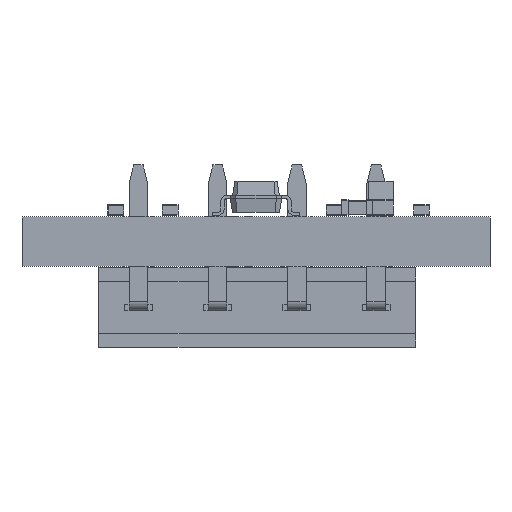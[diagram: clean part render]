
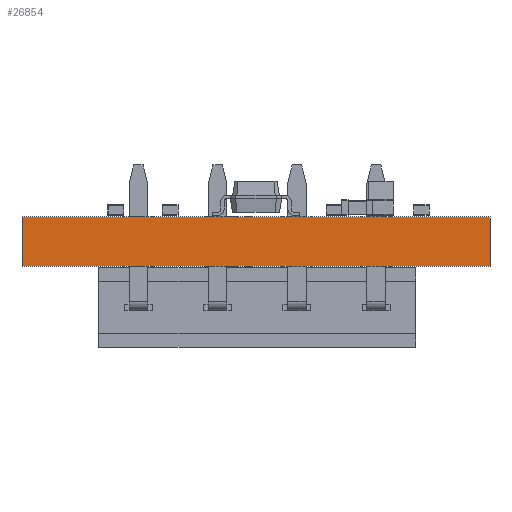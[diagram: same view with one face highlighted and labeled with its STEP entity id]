
A CAD part, front view. The second image highlights one B-rep face of the part: STEP entity #26854.
In plain terms, the highlighted planar face has unit normal (0, -1, 0).
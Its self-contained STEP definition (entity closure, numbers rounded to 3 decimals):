
#26854 = ADVANCED_FACE('',(#26855),#26869,.T.);
#26855 = FACE_BOUND('',#26856,.T.);
#26856 = EDGE_LOOP('',(#26857,#26892,#26920,#26948));
#26857 = ORIENTED_EDGE('',*,*,#26858,.T.);
#26858 = EDGE_CURVE('',#26859,#26861,#26863,.T.);
#26859 = VERTEX_POINT('',#26860);
#26860 = CARTESIAN_POINT('',(33.5,-35.,0.));
#26861 = VERTEX_POINT('',#26862);
#26862 = CARTESIAN_POINT('',(33.5,-35.,1.58));
#26863 = SURFACE_CURVE('',#26864,(#26868,#26880),.PCURVE_S1.);
#26864 = LINE('',#26865,#26866);
#26865 = CARTESIAN_POINT('',(33.5,-35.,0.));
#26866 = VECTOR('',#26867,1.);
#26867 = DIRECTION('',(0.,0.,1.));
#26868 = PCURVE('',#26869,#26874);
#26869 = PLANE('',#26870);
#26870 = AXIS2_PLACEMENT_3D('',#26871,#26872,#26873);
#26871 = CARTESIAN_POINT('',(33.5,-35.,0.));
#26872 = DIRECTION('',(0.,-1.,0.));
#26873 = DIRECTION('',(-1.,0.,0.));
#26874 = DEFINITIONAL_REPRESENTATION('',(#26875),#26879);
#26875 = LINE('',#26876,#26877);
#26876 = CARTESIAN_POINT('',(0.,-0.));
#26877 = VECTOR('',#26878,1.);
#26878 = DIRECTION('',(0.,-1.));
#26879 = ( GEOMETRIC_REPRESENTATION_CONTEXT(2) 
PARAMETRIC_REPRESENTATION_CONTEXT() REPRESENTATION_CONTEXT('2D SPACE',''
  ) );
#26880 = PCURVE('',#26881,#26886);
#26881 = PLANE('',#26882);
#26882 = AXIS2_PLACEMENT_3D('',#26883,#26884,#26885);
#26883 = CARTESIAN_POINT('',(33.5,-20.,0.));
#26884 = DIRECTION('',(1.,0.,-0.));
#26885 = DIRECTION('',(0.,-1.,0.));
#26886 = DEFINITIONAL_REPRESENTATION('',(#26887),#26891);
#26887 = LINE('',#26888,#26889);
#26888 = CARTESIAN_POINT('',(15.,0.));
#26889 = VECTOR('',#26890,1.);
#26890 = DIRECTION('',(0.,-1.));
#26891 = ( GEOMETRIC_REPRESENTATION_CONTEXT(2) 
PARAMETRIC_REPRESENTATION_CONTEXT() REPRESENTATION_CONTEXT('2D SPACE',''
  ) );
#26892 = ORIENTED_EDGE('',*,*,#26893,.T.);
#26893 = EDGE_CURVE('',#26861,#26894,#26896,.T.);
#26894 = VERTEX_POINT('',#26895);
#26895 = CARTESIAN_POINT('',(18.5,-35.,1.58));
#26896 = SURFACE_CURVE('',#26897,(#26901,#26908),.PCURVE_S1.);
#26897 = LINE('',#26898,#26899);
#26898 = CARTESIAN_POINT('',(33.5,-35.,1.58));
#26899 = VECTOR('',#26900,1.);
#26900 = DIRECTION('',(-1.,0.,0.));
#26901 = PCURVE('',#26869,#26902);
#26902 = DEFINITIONAL_REPRESENTATION('',(#26903),#26907);
#26903 = LINE('',#26904,#26905);
#26904 = CARTESIAN_POINT('',(0.,-1.58));
#26905 = VECTOR('',#26906,1.);
#26906 = DIRECTION('',(1.,0.));
#26907 = ( GEOMETRIC_REPRESENTATION_CONTEXT(2) 
PARAMETRIC_REPRESENTATION_CONTEXT() REPRESENTATION_CONTEXT('2D SPACE',''
  ) );
#26908 = PCURVE('',#26909,#26914);
#26909 = PLANE('',#26910);
#26910 = AXIS2_PLACEMENT_3D('',#26911,#26912,#26913);
#26911 = CARTESIAN_POINT('',(26.,-27.5,1.58));
#26912 = DIRECTION('',(-0.,-0.,-1.));
#26913 = DIRECTION('',(-1.,0.,0.));
#26914 = DEFINITIONAL_REPRESENTATION('',(#26915),#26919);
#26915 = LINE('',#26916,#26917);
#26916 = CARTESIAN_POINT('',(-7.5,-7.5));
#26917 = VECTOR('',#26918,1.);
#26918 = DIRECTION('',(1.,0.));
#26919 = ( GEOMETRIC_REPRESENTATION_CONTEXT(2) 
PARAMETRIC_REPRESENTATION_CONTEXT() REPRESENTATION_CONTEXT('2D SPACE',''
  ) );
#26920 = ORIENTED_EDGE('',*,*,#26921,.F.);
#26921 = EDGE_CURVE('',#26922,#26894,#26924,.T.);
#26922 = VERTEX_POINT('',#26923);
#26923 = CARTESIAN_POINT('',(18.5,-35.,0.));
#26924 = SURFACE_CURVE('',#26925,(#26929,#26936),.PCURVE_S1.);
#26925 = LINE('',#26926,#26927);
#26926 = CARTESIAN_POINT('',(18.5,-35.,0.));
#26927 = VECTOR('',#26928,1.);
#26928 = DIRECTION('',(0.,0.,1.));
#26929 = PCURVE('',#26869,#26930);
#26930 = DEFINITIONAL_REPRESENTATION('',(#26931),#26935);
#26931 = LINE('',#26932,#26933);
#26932 = CARTESIAN_POINT('',(15.,0.));
#26933 = VECTOR('',#26934,1.);
#26934 = DIRECTION('',(0.,-1.));
#26935 = ( GEOMETRIC_REPRESENTATION_CONTEXT(2) 
PARAMETRIC_REPRESENTATION_CONTEXT() REPRESENTATION_CONTEXT('2D SPACE',''
  ) );
#26936 = PCURVE('',#26937,#26942);
#26937 = PLANE('',#26938);
#26938 = AXIS2_PLACEMENT_3D('',#26939,#26940,#26941);
#26939 = CARTESIAN_POINT('',(18.5,-35.,0.));
#26940 = DIRECTION('',(-1.,0.,0.));
#26941 = DIRECTION('',(0.,1.,0.));
#26942 = DEFINITIONAL_REPRESENTATION('',(#26943),#26947);
#26943 = LINE('',#26944,#26945);
#26944 = CARTESIAN_POINT('',(0.,0.));
#26945 = VECTOR('',#26946,1.);
#26946 = DIRECTION('',(0.,-1.));
#26947 = ( GEOMETRIC_REPRESENTATION_CONTEXT(2) 
PARAMETRIC_REPRESENTATION_CONTEXT() REPRESENTATION_CONTEXT('2D SPACE',''
  ) );
#26948 = ORIENTED_EDGE('',*,*,#26949,.F.);
#26949 = EDGE_CURVE('',#26859,#26922,#26950,.T.);
#26950 = SURFACE_CURVE('',#26951,(#26955,#26962),.PCURVE_S1.);
#26951 = LINE('',#26952,#26953);
#26952 = CARTESIAN_POINT('',(33.5,-35.,0.));
#26953 = VECTOR('',#26954,1.);
#26954 = DIRECTION('',(-1.,0.,0.));
#26955 = PCURVE('',#26869,#26956);
#26956 = DEFINITIONAL_REPRESENTATION('',(#26957),#26961);
#26957 = LINE('',#26958,#26959);
#26958 = CARTESIAN_POINT('',(0.,-0.));
#26959 = VECTOR('',#26960,1.);
#26960 = DIRECTION('',(1.,0.));
#26961 = ( GEOMETRIC_REPRESENTATION_CONTEXT(2) 
PARAMETRIC_REPRESENTATION_CONTEXT() REPRESENTATION_CONTEXT('2D SPACE',''
  ) );
#26962 = PCURVE('',#26963,#26968);
#26963 = PLANE('',#26964);
#26964 = AXIS2_PLACEMENT_3D('',#26965,#26966,#26967);
#26965 = CARTESIAN_POINT('',(26.,-27.5,0.));
#26966 = DIRECTION('',(-0.,-0.,-1.));
#26967 = DIRECTION('',(-1.,0.,0.));
#26968 = DEFINITIONAL_REPRESENTATION('',(#26969),#26973);
#26969 = LINE('',#26970,#26971);
#26970 = CARTESIAN_POINT('',(-7.5,-7.5));
#26971 = VECTOR('',#26972,1.);
#26972 = DIRECTION('',(1.,0.));
#26973 = ( GEOMETRIC_REPRESENTATION_CONTEXT(2) 
PARAMETRIC_REPRESENTATION_CONTEXT() REPRESENTATION_CONTEXT('2D SPACE',''
  ) );
